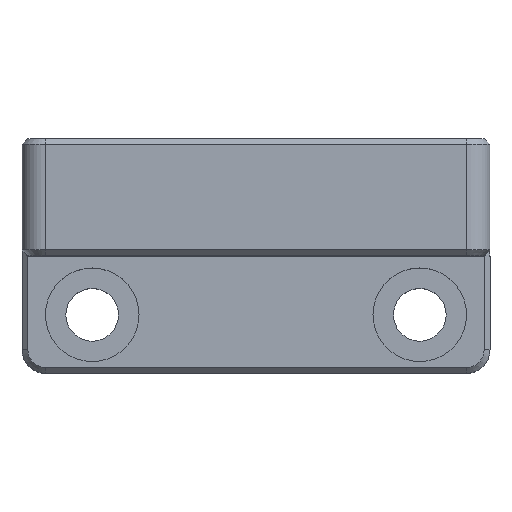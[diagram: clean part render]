
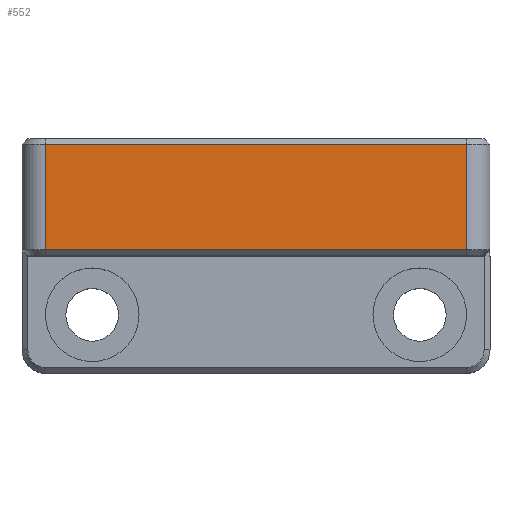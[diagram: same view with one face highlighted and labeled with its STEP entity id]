
A CAD part, top view. The second image highlights one B-rep face of the part: STEP entity #552.
In plain terms, the highlighted planar face has unit normal (0, 0, 1).
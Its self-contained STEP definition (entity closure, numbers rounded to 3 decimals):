
#72 = EDGE_CURVE ( 'NONE', #2157, #285, #1059, .T. ) ;
#122 = CARTESIAN_POINT ( 'NONE',  ( 0., 23.051, 0. ) ) ;
#187 = ORIENTED_EDGE ( 'NONE', *, *, #72, .T. ) ;
#285 = VERTEX_POINT ( 'NONE', #982 ) ;
#334 = PLANE ( 'NONE',  #2207 ) ;
#341 = CARTESIAN_POINT ( 'NONE',  ( -17.708, 0., 0. ) ) ;
#381 = ORIENTED_EDGE ( 'NONE', *, *, #1025, .T. ) ;
#530 = DIRECTION ( 'NONE',  ( -1., 0., 0. ) ) ;
#552 = ADVANCED_FACE ( 'NONE', ( #1586 ), #334, .F. ) ;
#555 = CARTESIAN_POINT ( 'NONE',  ( 18.292, 32.051, 0. ) ) ;
#706 = DIRECTION ( 'NONE',  ( 0., -1., 0. ) ) ;
#807 = LINE ( 'NONE', #122, #1452 ) ;
#824 = ORIENTED_EDGE ( 'NONE', *, *, #1318, .T. ) ;
#834 = CARTESIAN_POINT ( 'NONE',  ( 18.292, 23.051, 0. ) ) ;
#897 = DIRECTION ( 'NONE',  ( 0., 0., -1. ) ) ;
#901 = EDGE_LOOP ( 'NONE', ( #824, #187, #381, #2226 ) ) ;
#977 = CARTESIAN_POINT ( 'NONE',  ( -17.708, 23.051, 0. ) ) ;
#982 = CARTESIAN_POINT ( 'NONE',  ( -17.708, 32.051, 0. ) ) ;
#990 = EDGE_CURVE ( 'NONE', #2184, #1126, #807, .T. ) ;
#1025 = EDGE_CURVE ( 'NONE', #285, #2184, #1418, .T. ) ;
#1056 = CARTESIAN_POINT ( 'NONE',  ( 0., 0., 0. ) ) ;
#1059 = LINE ( 'NONE', #1925, #2244 ) ;
#1122 = VECTOR ( 'NONE', #1989, 1000. ) ;
#1126 = VERTEX_POINT ( 'NONE', #834 ) ;
#1173 = LINE ( 'NONE', #1674, #1122 ) ;
#1318 = EDGE_CURVE ( 'NONE', #1126, #2157, #1173, .T. ) ;
#1418 = LINE ( 'NONE', #341, #1929 ) ;
#1452 = VECTOR ( 'NONE', #1516, 1000. ) ;
#1516 = DIRECTION ( 'NONE',  ( 1., 0., 0. ) ) ;
#1586 = FACE_OUTER_BOUND ( 'NONE', #901, .T. ) ;
#1674 = CARTESIAN_POINT ( 'NONE',  ( 18.292, 0., 0. ) ) ;
#1925 = CARTESIAN_POINT ( 'NONE',  ( 0., 32.051, 0. ) ) ;
#1929 = VECTOR ( 'NONE', #706, 1000. ) ;
#1989 = DIRECTION ( 'NONE',  ( 0., 1., 0. ) ) ;
#2157 = VERTEX_POINT ( 'NONE', #555 ) ;
#2184 = VERTEX_POINT ( 'NONE', #977 ) ;
#2207 = AXIS2_PLACEMENT_3D ( 'NONE', #1056, #897, #2273 ) ;
#2226 = ORIENTED_EDGE ( 'NONE', *, *, #990, .T. ) ;
#2244 = VECTOR ( 'NONE', #530, 1000. ) ;
#2273 = DIRECTION ( 'NONE',  ( -1., 0., 0. ) ) ;
